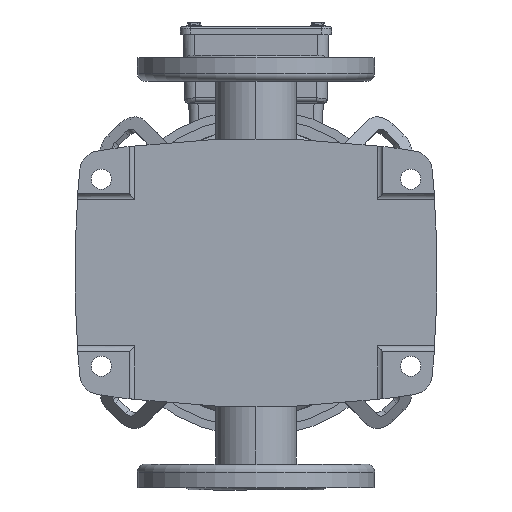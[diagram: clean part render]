
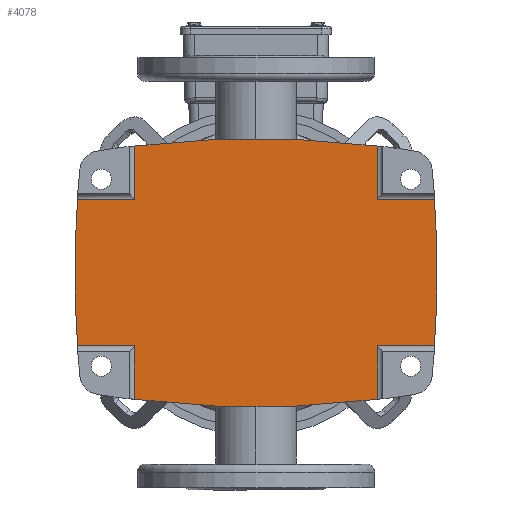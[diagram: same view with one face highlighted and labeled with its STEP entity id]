
A CAD part, front view. The second image highlights one B-rep face of the part: STEP entity #4078.
In plain terms, the highlighted planar face has unit normal (0, -1, 0).
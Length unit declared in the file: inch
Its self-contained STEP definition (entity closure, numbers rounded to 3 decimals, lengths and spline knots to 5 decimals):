
#421 = CARTESIAN_POINT ( 'NONE',  ( 1.99928, 0.19685, -6.87992 ) ) ;
#768 = CARTESIAN_POINT ( 'NONE',  ( 1.99928, 0.19685, -4.87898 ) ) ;
#3658 = VERTEX_POINT ( 'NONE', #47635 ) ;
#4078 = ADVANCED_FACE ( 'NONE', ( #32381 ), #60495, .F. ) ;
#4936 = ORIENTED_EDGE ( 'NONE', *, *, #12832, .F. ) ;
#5273 = VERTEX_POINT ( 'NONE', #37031 ) ;
#5943 = CIRCLE ( 'NONE', #27174, 28.05268 ) ;
#6534 = CARTESIAN_POINT ( 'NONE',  ( 0., 0.19685, -4.95031 ) ) ;
#6632 = VECTOR ( 'NONE', #59072, 39.37008 ) ;
#7326 = VECTOR ( 'NONE', #47355, 39.37008 ) ;
#7698 = EDGE_CURVE ( 'NONE', #53438, #50978, #30046, .T. ) ;
#7792 = CARTESIAN_POINT ( 'NONE',  ( -1.99928, 0.19685, 3.31346 ) ) ;
#8530 = CARTESIAN_POINT ( 'NONE',  ( 3.46496, 0.19685, -3.31346 ) ) ;
#9135 = ORIENTED_EDGE ( 'NONE', *, *, #19232, .T. ) ;
#9625 = ORIENTED_EDGE ( 'NONE', *, *, #28043, .T. ) ;
#10099 = CARTESIAN_POINT ( 'NONE',  ( -4.59646, 0.19685, -3.31346 ) ) ;
#12832 = EDGE_CURVE ( 'NONE', #39433, #5273, #60801, .T. ) ;
#13288 = DIRECTION ( 'NONE',  ( 0., 0., 1. ) ) ;
#13639 = EDGE_CURVE ( 'NONE', #3658, #48476, #40912, .T. ) ;
#13855 = CARTESIAN_POINT ( 'NONE',  ( -3.46496, 0.19685, -3.31346 ) ) ;
#13952 = VERTEX_POINT ( 'NONE', #20308 ) ;
#13976 = EDGE_CURVE ( 'NONE', #26636, #25514, #27323, .T. ) ;
#14293 = DIRECTION ( 'NONE',  ( 0., -1., 0. ) ) ;
#14924 = EDGE_CURVE ( 'NONE', #33566, #61644, #74111, .T. ) ;
#15874 = LINE ( 'NONE', #38015, #39302 ) ;
#15896 = DIRECTION ( 'NONE',  ( 1., 0., 0. ) ) ;
#16120 = CARTESIAN_POINT ( 'NONE',  ( 0., 0.19685, 4.95031 ) ) ;
#16547 = ORIENTED_EDGE ( 'NONE', *, *, #50624, .T. ) ;
#17866 = CARTESIAN_POINT ( 'NONE',  ( -1.99928, 0.19685, -3.31346 ) ) ;
#19232 = EDGE_CURVE ( 'NONE', #19351, #3658, #41470, .T. ) ;
#19351 = VERTEX_POINT ( 'NONE', #42577 ) ;
#19512 = AXIS2_PLACEMENT_3D ( 'NONE', #23979, #64253, #35582 ) ;
#19802 = ORIENTED_EDGE ( 'NONE', *, *, #13976, .F. ) ;
#20308 = CARTESIAN_POINT ( 'NONE',  ( 3.46496, 0.19685, 3.31346 ) ) ;
#21997 = EDGE_CURVE ( 'NONE', #5273, #69509, #15874, .T. ) ;
#22288 = EDGE_CURVE ( 'NONE', #33566, #39433, #5943, .T. ) ;
#22466 = CARTESIAN_POINT ( 'NONE',  ( 0., 0.19685, -23.10236 ) ) ;
#23021 = EDGE_CURVE ( 'NONE', #19351, #13952, #49922, .T. ) ;
#23329 = DIRECTION ( 'NONE',  ( 0., 1., 0. ) ) ;
#23794 = DIRECTION ( 'NONE',  ( 0., 0., 1. ) ) ;
#23979 = CARTESIAN_POINT ( 'NONE',  ( 0., 0.19685, 23.10236 ) ) ;
#24636 = CARTESIAN_POINT ( 'NONE',  ( 0., 0.19685, -23.10236 ) ) ;
#25514 = VERTEX_POINT ( 'NONE', #70391 ) ;
#25788 = CARTESIAN_POINT ( 'NONE',  ( -1.99928, 0.19685, -6.87992 ) ) ;
#26636 = VERTEX_POINT ( 'NONE', #7792 ) ;
#27174 = AXIS2_PLACEMENT_3D ( 'NONE', #58543, #23329, #40424 ) ;
#27323 = LINE ( 'NONE', #47248, #6632 ) ;
#27375 = DIRECTION ( 'NONE',  ( 0., 0., 1. ) ) ;
#28038 = LINE ( 'NONE', #52884, #7326 ) ;
#28043 = EDGE_CURVE ( 'NONE', #48476, #25514, #34838, .T. ) ;
#28688 = VECTOR ( 'NONE', #57798, 39.37008 ) ;
#30046 = CIRCLE ( 'NONE', #46283, 26.77315 ) ;
#30836 = CARTESIAN_POINT ( 'NONE',  ( -3.46496, 0.19685, 3.31346 ) ) ;
#31880 = DIRECTION ( 'NONE',  ( 0., -1., 0. ) ) ;
#32350 = AXIS2_PLACEMENT_3D ( 'NONE', #66403, #36729, #42740 ) ;
#32381 = FACE_OUTER_BOUND ( 'NONE', #46760, .T. ) ;
#33566 = VERTEX_POINT ( 'NONE', #768 ) ;
#34615 = VECTOR ( 'NONE', #60621, 39.37008 ) ;
#34838 = CIRCLE ( 'NONE', #57815, 28.05268 ) ;
#35182 = VECTOR ( 'NONE', #23794, 39.37008 ) ;
#35582 = DIRECTION ( 'NONE',  ( 0., 0., 1. ) ) ;
#36729 = DIRECTION ( 'NONE',  ( 0., 1., 0. ) ) ;
#36885 = DIRECTION ( 'NONE',  ( 0., 0., 1. ) ) ;
#37005 = CARTESIAN_POINT ( 'NONE',  ( -4.59646, 0.19685, 3.31346 ) ) ;
#37031 = CARTESIAN_POINT ( 'NONE',  ( -1.99928, 0.19685, -4.87898 ) ) ;
#37409 = AXIS2_PLACEMENT_3D ( 'NONE', #22466, #44629, #67542 ) ;
#37680 = CARTESIAN_POINT ( 'NONE',  ( 23.10236, 0.19685, 0. ) ) ;
#37714 = LINE ( 'NONE', #39951, #28688 ) ;
#38015 = CARTESIAN_POINT ( 'NONE',  ( -1.99928, 0.19685, -6.87992 ) ) ;
#39302 = VECTOR ( 'NONE', #27375, 39.37008 ) ;
#39433 = VERTEX_POINT ( 'NONE', #6534 ) ;
#39612 = VERTEX_POINT ( 'NONE', #8530 ) ;
#39951 = CARTESIAN_POINT ( 'NONE',  ( -4.59646, 0.19685, 3.31346 ) ) ;
#40424 = DIRECTION ( 'NONE',  ( 0., 0., 1. ) ) ;
#40912 = CIRCLE ( 'NONE', #37409, 28.05268 ) ;
#41470 = LINE ( 'NONE', #52217, #35182 ) ;
#41857 = EDGE_CURVE ( 'NONE', #53438, #26636, #37714, .T. ) ;
#41956 = ORIENTED_EDGE ( 'NONE', *, *, #22288, .F. ) ;
#42128 = LINE ( 'NONE', #10099, #44760 ) ;
#42577 = CARTESIAN_POINT ( 'NONE',  ( 1.99928, 0.19685, 3.31346 ) ) ;
#42740 = DIRECTION ( 'NONE',  ( 0., 0., 1. ) ) ;
#44629 = DIRECTION ( 'NONE',  ( 0., -1., 0. ) ) ;
#44760 = VECTOR ( 'NONE', #15896, 39.37008 ) ;
#45331 = CARTESIAN_POINT ( 'NONE',  ( 1.99928, 0.19685, -3.31346 ) ) ;
#46283 = AXIS2_PLACEMENT_3D ( 'NONE', #37680, #31880, #60288 ) ;
#46760 = EDGE_LOOP ( 'NONE', ( #19802, #49974, #63192, #16547, #64666, #4936, #41956, #60080, #51135, #56232, #57842, #9135, #59355, #9625 ) ) ;
#47248 = CARTESIAN_POINT ( 'NONE',  ( -1.99928, 0.19685, -6.87992 ) ) ;
#47355 = DIRECTION ( 'NONE',  ( 1., 0., 0. ) ) ;
#47635 = CARTESIAN_POINT ( 'NONE',  ( 1.99928, 0.19685, 4.87898 ) ) ;
#48476 = VERTEX_POINT ( 'NONE', #16120 ) ;
#49922 = LINE ( 'NONE', #37005, #34615 ) ;
#49974 = ORIENTED_EDGE ( 'NONE', *, *, #41857, .F. ) ;
#50624 = EDGE_CURVE ( 'NONE', #50978, #69509, #42128, .T. ) ;
#50978 = VERTEX_POINT ( 'NONE', #13855 ) ;
#51135 = ORIENTED_EDGE ( 'NONE', *, *, #72183, .T. ) ;
#51301 = AXIS2_PLACEMENT_3D ( 'NONE', #25788, #60744, #36885 ) ;
#52045 = EDGE_CURVE ( 'NONE', #13952, #39612, #65289, .T. ) ;
#52217 = CARTESIAN_POINT ( 'NONE',  ( 1.99928, 0.19685, -6.87992 ) ) ;
#52884 = CARTESIAN_POINT ( 'NONE',  ( -4.59646, 0.19685, -3.31346 ) ) ;
#53019 = DIRECTION ( 'NONE',  ( 0., 0., 1. ) ) ;
#53438 = VERTEX_POINT ( 'NONE', #30836 ) ;
#56232 = ORIENTED_EDGE ( 'NONE', *, *, #52045, .F. ) ;
#57798 = DIRECTION ( 'NONE',  ( 1., 0., 0. ) ) ;
#57815 = AXIS2_PLACEMENT_3D ( 'NONE', #24636, #14293, #13288 ) ;
#57842 = ORIENTED_EDGE ( 'NONE', *, *, #23021, .F. ) ;
#58543 = CARTESIAN_POINT ( 'NONE',  ( 0., 0.19685, 23.10236 ) ) ;
#59072 = DIRECTION ( 'NONE',  ( 0., 0., 1. ) ) ;
#59355 = ORIENTED_EDGE ( 'NONE', *, *, #13639, .T. ) ;
#60080 = ORIENTED_EDGE ( 'NONE', *, *, #14924, .T. ) ;
#60288 = DIRECTION ( 'NONE',  ( 0., 0., 1. ) ) ;
#60495 = PLANE ( 'NONE',  #51301 ) ;
#60621 = DIRECTION ( 'NONE',  ( 1., 0., 0. ) ) ;
#60744 = DIRECTION ( 'NONE',  ( 0., 1., 0. ) ) ;
#60801 = CIRCLE ( 'NONE', #19512, 28.05268 ) ;
#61486 = VECTOR ( 'NONE', #53019, 39.37008 ) ;
#61644 = VERTEX_POINT ( 'NONE', #45331 ) ;
#63192 = ORIENTED_EDGE ( 'NONE', *, *, #7698, .T. ) ;
#64253 = DIRECTION ( 'NONE',  ( 0., 1., 0. ) ) ;
#64666 = ORIENTED_EDGE ( 'NONE', *, *, #21997, .F. ) ;
#65289 = CIRCLE ( 'NONE', #32350, 26.77315 ) ;
#66403 = CARTESIAN_POINT ( 'NONE',  ( -23.10236, 0.19685, 0. ) ) ;
#67542 = DIRECTION ( 'NONE',  ( 0., 0., 1. ) ) ;
#69509 = VERTEX_POINT ( 'NONE', #17866 ) ;
#70391 = CARTESIAN_POINT ( 'NONE',  ( -1.99928, 0.19685, 4.87898 ) ) ;
#72183 = EDGE_CURVE ( 'NONE', #61644, #39612, #28038, .T. ) ;
#74111 = LINE ( 'NONE', #421, #61486 ) ;
